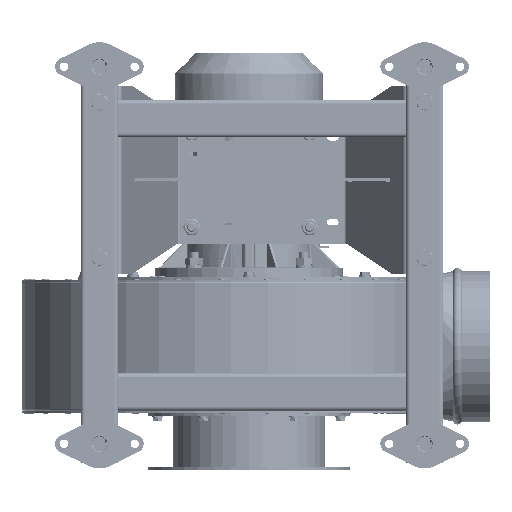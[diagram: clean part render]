
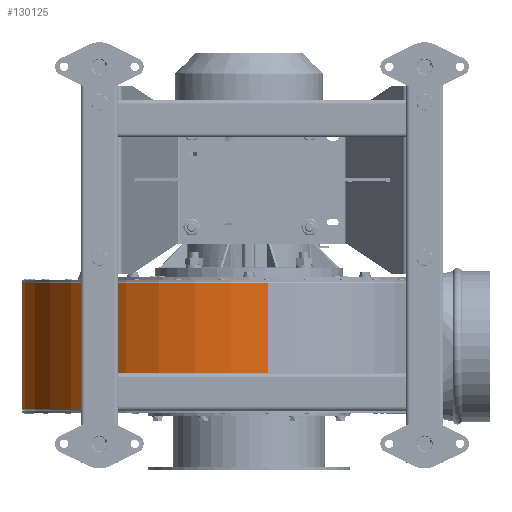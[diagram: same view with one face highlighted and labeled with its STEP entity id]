
A CAD part, front view. The second image highlights one B-rep face of the part: STEP entity #130125.
In plain terms, the highlighted cylindrical face has radius 227.3 mm (diameter 454.6 mm), a partial arc.
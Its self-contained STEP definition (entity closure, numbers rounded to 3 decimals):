
#12765=FACE_OUTER_BOUND('',#20734,.T.);
#20734=EDGE_LOOP('',(#91097,#91098,#91099,#91100));
#29265=LINE('',#200014,#38916);
#29266=LINE('',#200028,#38917);
#38916=VECTOR('',#157844,10.);
#38917=VECTOR('',#157867,10.);
#48258=CIRCLE('',#139825,227.3);
#48260=CIRCLE('',#139828,227.3);
#54559=VERTEX_POINT('',#200008);
#54560=VERTEX_POINT('',#200012);
#54561=VERTEX_POINT('',#200022);
#54562=VERTEX_POINT('',#200026);
#68150=EDGE_CURVE('',#54559,#54560,#29265,.T.);
#68154=EDGE_CURVE('',#54561,#54559,#48258,.T.);
#68156=EDGE_CURVE('',#54562,#54560,#48260,.T.);
#68157=EDGE_CURVE('',#54561,#54562,#29266,.T.);
#91097=ORIENTED_EDGE('',*,*,#68150,.T.);
#91098=ORIENTED_EDGE('',*,*,#68156,.F.);
#91099=ORIENTED_EDGE('',*,*,#68157,.F.);
#91100=ORIENTED_EDGE('',*,*,#68154,.T.);
#119258=CYLINDRICAL_SURFACE('',#139827,227.3);
#130125=ADVANCED_FACE('',(#12765),#119258,.T.);
#139825=AXIS2_PLACEMENT_3D('',#200023,#157859,#157860);
#139827=AXIS2_PLACEMENT_3D('',#200025,#157863,#157864);
#139828=AXIS2_PLACEMENT_3D('',#200027,#157865,#157866);
#157844=DIRECTION('',(0.,0.,1.));
#157859=DIRECTION('center_axis',(0.,0.,
1.));
#157860=DIRECTION('ref_axis',(-1.,0.,0.));
#157863=DIRECTION('center_axis',(0.,0.,
-1.));
#157864=DIRECTION('ref_axis',(0.147,-0.989,0.));
#157865=DIRECTION('center_axis',(0.,0.,
1.));
#157866=DIRECTION('ref_axis',(-1.,0.,0.));
#157867=DIRECTION('',(0.,0.,1.));
#200008=CARTESIAN_POINT('',(19.904,-211.432,64.375));
#200012=CARTESIAN_POINT('',(19.904,-211.432,197.625));
#200014=CARTESIAN_POINT('',(19.904,-211.432,197.625));
#200022=CARTESIAN_POINT('',(-240.8,13.4,64.375));
#200023=CARTESIAN_POINT('Origin',(-13.5,13.4,64.375));
#200025=CARTESIAN_POINT('Origin',(-13.5,13.4,131.));
#200026=CARTESIAN_POINT('',(-240.8,13.4,197.625));
#200027=CARTESIAN_POINT('Origin',(-13.5,13.4,197.625));
#200028=CARTESIAN_POINT('',(-240.8,13.4,197.625));
